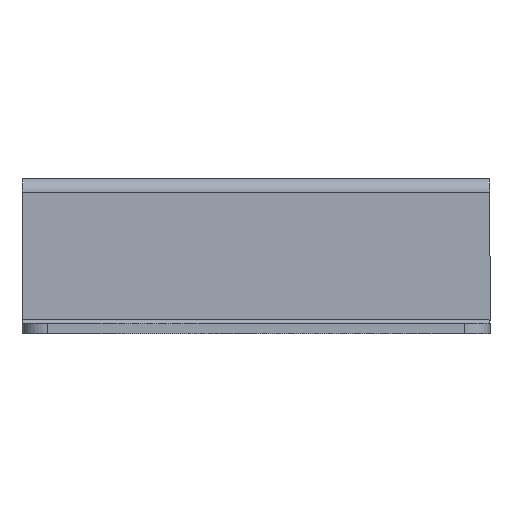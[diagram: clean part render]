
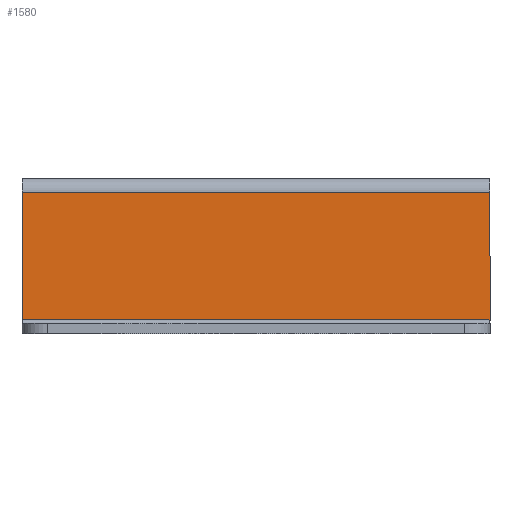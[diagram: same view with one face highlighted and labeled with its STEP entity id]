
A CAD part, left-side view. The second image highlights one B-rep face of the part: STEP entity #1580.
In plain terms, the highlighted planar face has unit normal (-1, 0, 0).
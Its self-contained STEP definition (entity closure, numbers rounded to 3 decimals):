
#85 = ORIENTED_EDGE ( 'NONE', *, *, #2022, .T. ) ;
#110 = EDGE_CURVE ( 'NONE', #235, #1984, #1579, .T. ) ;
#186 = VERTEX_POINT ( 'NONE', #504 ) ;
#200 = DIRECTION ( 'NONE',  ( 0., 0., -1. ) ) ;
#213 = AXIS2_PLACEMENT_3D ( 'NONE', #1331, #1310, #994 ) ;
#235 = VERTEX_POINT ( 'NONE', #1910 ) ;
#345 = EDGE_CURVE ( 'NONE', #1042, #186, #1512, .T. ) ;
#403 = DIRECTION ( 'NONE',  ( 0., 1., 0. ) ) ;
#504 = CARTESIAN_POINT ( 'NONE',  ( -42.454, 44.356, -27.171 ) ) ;
#566 = CARTESIAN_POINT ( 'NONE',  ( -42.454, 39.356, -27.171 ) ) ;
#659 = ORIENTED_EDGE ( 'NONE', *, *, #345, .F. ) ;
#766 = VECTOR ( 'NONE', #1217, 1000. ) ;
#847 = FACE_OUTER_BOUND ( 'NONE', #1743, .T. ) ;
#964 = VECTOR ( 'NONE', #200, 1000. ) ;
#994 = DIRECTION ( 'NONE',  ( 0., 0., 1. ) ) ;
#1042 = VERTEX_POINT ( 'NONE', #1284 ) ;
#1217 = DIRECTION ( 'NONE',  ( 0., -1., 0. ) ) ;
#1226 = LINE ( 'NONE', #1999, #1791 ) ;
#1284 = CARTESIAN_POINT ( 'NONE',  ( -42.454, -45.644, -27.171 ) ) ;
#1295 = CARTESIAN_POINT ( 'NONE',  ( -42.454, -45.644, -2.737 ) ) ;
#1310 = DIRECTION ( 'NONE',  ( -1., 0., 0. ) ) ;
#1331 = CARTESIAN_POINT ( 'NONE',  ( -42.454, 39.356, 132.546 ) ) ;
#1392 = ORIENTED_EDGE ( 'NONE', *, *, #1967, .T. ) ;
#1484 = LINE ( 'NONE', #1941, #964 ) ;
#1512 = LINE ( 'NONE', #566, #1696 ) ;
#1548 = DIRECTION ( 'NONE',  ( 0., 0., 1. ) ) ;
#1579 = LINE ( 'NONE', #2001, #766 ) ;
#1580 = ADVANCED_FACE ( 'NONE', ( #847 ), #1782, .T. ) ;
#1696 = VECTOR ( 'NONE', #403, 1000. ) ;
#1743 = EDGE_LOOP ( 'NONE', ( #659, #1392, #1949, #85 ) ) ;
#1782 = PLANE ( 'NONE',  #213 ) ;
#1791 = VECTOR ( 'NONE', #1548, 1000. ) ;
#1910 = CARTESIAN_POINT ( 'NONE',  ( -42.454, 44.356, -2.737 ) ) ;
#1941 = CARTESIAN_POINT ( 'NONE',  ( -42.454, 44.356, -55.454 ) ) ;
#1949 = ORIENTED_EDGE ( 'NONE', *, *, #110, .F. ) ;
#1967 = EDGE_CURVE ( 'NONE', #1042, #1984, #1226, .T. ) ;
#1984 = VERTEX_POINT ( 'NONE', #1295 ) ;
#1999 = CARTESIAN_POINT ( 'NONE',  ( -42.454, -45.644, 132.546 ) ) ;
#2001 = CARTESIAN_POINT ( 'NONE',  ( -42.454, 39.356, -2.737 ) ) ;
#2022 = EDGE_CURVE ( 'NONE', #235, #186, #1484, .T. ) ;
